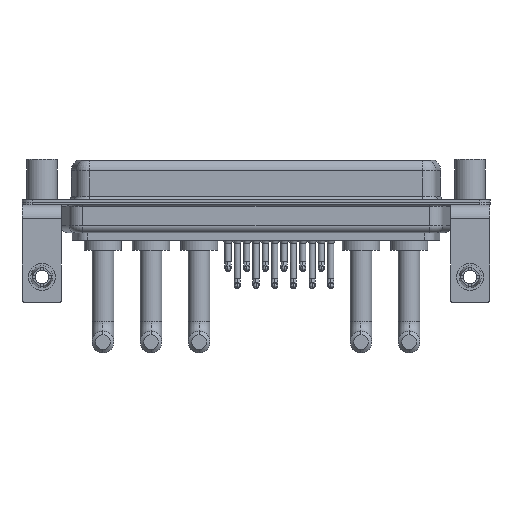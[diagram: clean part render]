
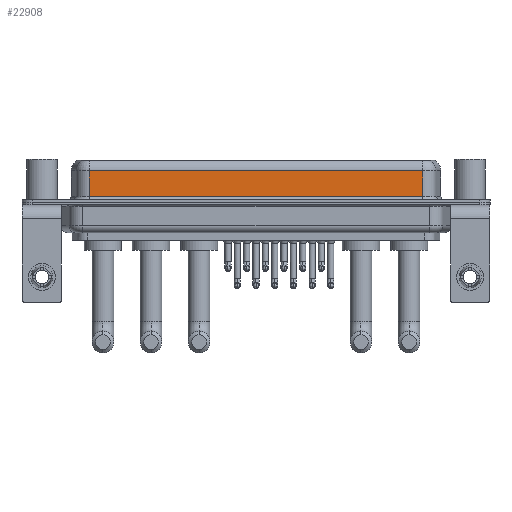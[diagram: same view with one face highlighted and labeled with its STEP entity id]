
A CAD part, front view. The second image highlights one B-rep face of the part: STEP entity #22908.
In plain terms, the highlighted planar face has unit normal (0, -1, 0).
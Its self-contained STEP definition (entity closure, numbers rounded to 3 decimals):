
#19 = VERTEX_POINT ( 'NONE', #6355 ) ;
#152 = LINE ( 'NONE', #21783, #13552 ) ;
#153 = CARTESIAN_POINT ( 'NONE',  ( 7.038, -3.95, 6.4 ) ) ;
#268 = FACE_OUTER_BOUND ( 'NONE', #17054, .T. ) ;
#272 = VECTOR ( 'NONE', #14401, 1000. ) ;
#1910 = CARTESIAN_POINT ( 'NONE',  ( 56.462, -3.95, 0.9 ) ) ;
#3720 = ORIENTED_EDGE ( 'NONE', *, *, #5913, .F. ) ;
#5016 = CARTESIAN_POINT ( 'NONE',  ( 7.038, -3.95, 0.9 ) ) ;
#5913 = EDGE_CURVE ( 'NONE', #22814, #19, #17929, .T. ) ;
#6355 = CARTESIAN_POINT ( 'NONE',  ( 56.462, -3.95, 0.9 ) ) ;
#6518 = CARTESIAN_POINT ( 'NONE',  ( 56.462, -3.95, 6.4 ) ) ;
#7210 = LINE ( 'NONE', #1910, #272 ) ;
#7427 = EDGE_CURVE ( 'NONE', #22814, #16750, #152, .T. ) ;
#7485 = DIRECTION ( 'NONE',  ( -1., 0., 0. ) ) ;
#9276 = DIRECTION ( 'NONE',  ( 0., 1., 0. ) ) ;
#9451 = AXIS2_PLACEMENT_3D ( 'NONE', #12876, #9276, #14672 ) ;
#9501 = PLANE ( 'NONE',  #9451 ) ;
#12130 = ORIENTED_EDGE ( 'NONE', *, *, #7427, .T. ) ;
#12876 = CARTESIAN_POINT ( 'NONE',  ( 56.462, -3.95, 6.4 ) ) ;
#13238 = EDGE_CURVE ( 'NONE', #16750, #23127, #18291, .T. ) ;
#13552 = VECTOR ( 'NONE', #7485, 1000. ) ;
#14401 = DIRECTION ( 'NONE',  ( 1., 0., 0. ) ) ;
#14649 = VECTOR ( 'NONE', #17812, 1000. ) ;
#14672 = DIRECTION ( 'NONE',  ( 0., 0., 1. ) ) ;
#15345 = CARTESIAN_POINT ( 'NONE',  ( 7.038, -3.95, 4.65 ) ) ;
#15579 = ORIENTED_EDGE ( 'NONE', *, *, #13238, .T. ) ;
#16750 = VERTEX_POINT ( 'NONE', #15345 ) ;
#17054 = EDGE_LOOP ( 'NONE', ( #3720, #12130, #15579, #21421 ) ) ;
#17812 = DIRECTION ( 'NONE',  ( 0., 0., -1. ) ) ;
#17929 = LINE ( 'NONE', #6518, #14649 ) ;
#18291 = LINE ( 'NONE', #153, #19562 ) ;
#19562 = VECTOR ( 'NONE', #21671, 1000. ) ;
#21242 = EDGE_CURVE ( 'NONE', #23127, #19, #7210, .T. ) ;
#21421 = ORIENTED_EDGE ( 'NONE', *, *, #21242, .T. ) ;
#21671 = DIRECTION ( 'NONE',  ( 0., 0., -1. ) ) ;
#21783 = CARTESIAN_POINT ( 'NONE',  ( 56.462, -3.95, 4.65 ) ) ;
#22814 = VERTEX_POINT ( 'NONE', #23720 ) ;
#22908 = ADVANCED_FACE ( 'NONE', ( #268 ), #9501, .F. ) ;
#23127 = VERTEX_POINT ( 'NONE', #5016 ) ;
#23720 = CARTESIAN_POINT ( 'NONE',  ( 56.462, -3.95, 4.65 ) ) ;
